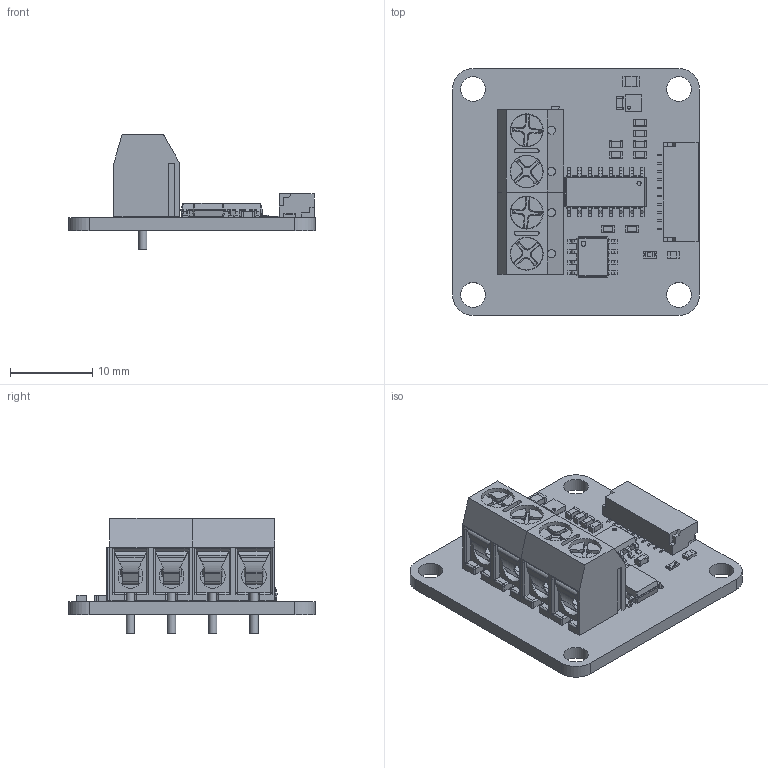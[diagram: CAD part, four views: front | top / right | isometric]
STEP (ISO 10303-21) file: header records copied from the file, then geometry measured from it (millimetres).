
FILE_DESCRIPTION(('FreeCAD Model'),'2;1');
FILE_NAME('load-cell.step', '2017-08-04T14:49:48',('kicad StepUp'),('ksu MCAD'), 'Open CASCADE STEP processor 6.8','FreeCAD','Unknown');
FILE_SCHEMA(('AUTOMOTIVE_DESIGN_CC2 { 1 2 10303 214 -1 1 5 4 }'));
Length unit declared in the file: millimetre
Products named in the file (19): Pcb; R_0603_; C_0603_; C_0805_; C_0603_001; C_0603_002; C_0603_003; C_0603_004; C_0603_005; C_0603_006; C_0603_007; C_0603_008; soic_8_39x49_p127_; 2er_Buchse_; 2er_Buchse_001; SM10B-SRSS_; D_0603_blue_; soic_16_39x99_p127_; dfn6_2x2_p065_
Bounding box: 30 x 30 x 14 mm (x, y, z)
Volume: 2672.1 mm3; surface area: 4691.7 mm2
Topology: 20 solids, 20 shells, 1412 faces, 3732 edges, 2410 vertices
Faces by surface type: plane 909, cylinder 407, bspline 72, torus 16, sphere 8
Full cylindrical faces by diameter (mm): 0.35 x1, 0.5 x1, 0.6 x1, 1 x8, 1.3 x4, 2.4 x8, 3 x8, 3.9 x4, 4 x4
Entity records: 54219 total; most frequent: CARTESIAN_POINT 8959, ORIENTED_EDGE 7432, DIRECTION 7148, EDGE_CURVE 3716, LINE 2774, VECTOR 2774, VERTEX_POINT 2410, AXIS2_PLACEMENT_3D 2187
